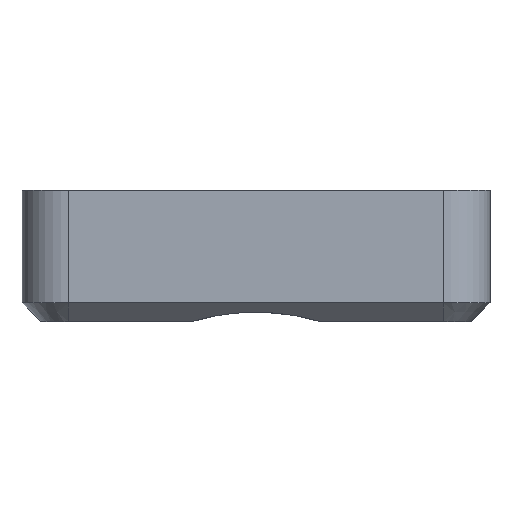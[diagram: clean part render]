
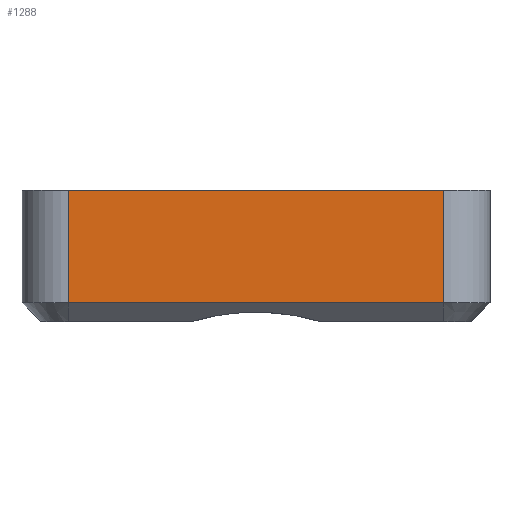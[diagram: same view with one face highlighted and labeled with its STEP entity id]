
A CAD part, left-side view. The second image highlights one B-rep face of the part: STEP entity #1288.
In plain terms, the highlighted planar face has unit normal (-1, 0, 0).
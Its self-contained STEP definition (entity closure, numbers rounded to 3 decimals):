
#172=FACE_OUTER_BOUND('',#249,.T.);
#249=EDGE_LOOP('',(#1002,#1003,#1004,#1005));
#327=LINE('',#2024,#438);
#355=LINE('',#2121,#466);
#367=LINE('',#2158,#478);
#369=LINE('',#2161,#480);
#438=VECTOR('',#1582,10.);
#466=VECTOR('',#1680,10.);
#478=VECTOR('',#1720,10.);
#480=VECTOR('',#1724,10.);
#566=VERTEX_POINT('',#2021);
#567=VERTEX_POINT('',#2023);
#593=VERTEX_POINT('',#2108);
#598=VERTEX_POINT('',#2120);
#693=EDGE_CURVE('',#566,#567,#327,.T.);
#740=EDGE_CURVE('',#593,#598,#355,.T.);
#760=EDGE_CURVE('',#598,#566,#367,.T.);
#762=EDGE_CURVE('',#567,#593,#369,.T.);
#1002=ORIENTED_EDGE('',*,*,#740,.F.);
#1003=ORIENTED_EDGE('',*,*,#762,.F.);
#1004=ORIENTED_EDGE('',*,*,#693,.F.);
#1005=ORIENTED_EDGE('',*,*,#760,.F.);
#1239=PLANE('',#1423);
#1288=ADVANCED_FACE('',(#172),#1239,.T.);
#1423=AXIS2_PLACEMENT_3D('',#2160,#1722,#1723);
#1582=DIRECTION('',(0.,-1.,0.));
#1680=DIRECTION('',(0.,1.,0.));
#1720=DIRECTION('',(0.,0.,1.));
#1722=DIRECTION('center_axis',(-1.,0.,0.));
#1723=DIRECTION('ref_axis',(0.,-1.,0.));
#1724=DIRECTION('',(0.,0.,-1.));
#2021=CARTESIAN_POINT('',(-56.18,4.937,-9.014));
#2023=CARTESIAN_POINT('',(-56.18,-35.063,-9.014));
#2024=CARTESIAN_POINT('',(-56.18,-27.563,-9.014));
#2108=CARTESIAN_POINT('',(-56.18,-35.063,-21.014));
#2120=CARTESIAN_POINT('',(-56.18,4.937,-21.014));
#2121=CARTESIAN_POINT('',(-56.18,-2.563,-21.014));
#2158=CARTESIAN_POINT('',(-56.18,4.937,-15.014));
#2160=CARTESIAN_POINT('Origin',(-56.18,9.937,-15.014));
#2161=CARTESIAN_POINT('',(-56.18,-35.063,-15.014));
